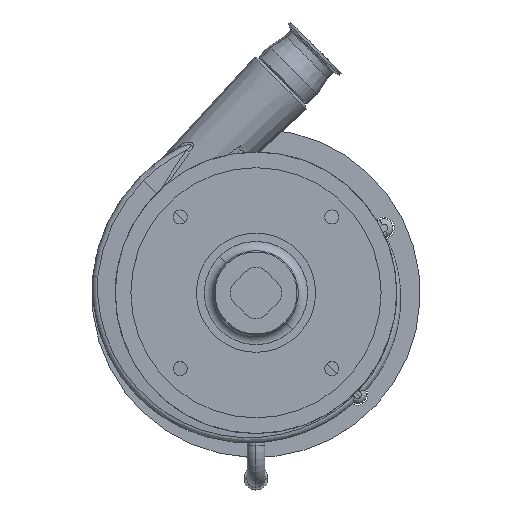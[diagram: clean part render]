
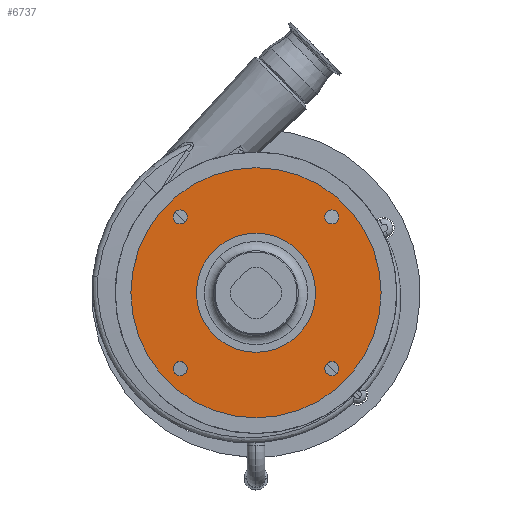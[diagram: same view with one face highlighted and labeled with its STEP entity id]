
A CAD part, top view. The second image highlights one B-rep face of the part: STEP entity #6737.
In plain terms, the highlighted planar face has unit normal (0, 0, 1).
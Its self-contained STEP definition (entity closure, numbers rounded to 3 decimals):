
#153 = VERTEX_POINT ( 'NONE', #14113 ) ;
#294 = AXIS2_PLACEMENT_3D ( 'NONE', #7980, #5469, #5713 ) ;
#506 = DIRECTION ( 'NONE',  ( 0., 0., -1. ) ) ;
#532 = VERTEX_POINT ( 'NONE', #1982 ) ;
#877 = AXIS2_PLACEMENT_3D ( 'NONE', #8577, #6667, #9179 ) ;
#1153 = ORIENTED_EDGE ( 'NONE', *, *, #4274, .T. ) ;
#1252 = CARTESIAN_POINT ( 'NONE',  ( -133.35, 0., 219.5 ) ) ;
#1468 = CARTESIAN_POINT ( 'NONE',  ( -73.322, 80.822, 219.5 ) ) ;
#1731 = ORIENTED_EDGE ( 'NONE', *, *, #6413, .T. ) ;
#1982 = CARTESIAN_POINT ( 'NONE',  ( -88.322, -80.822, 219.5 ) ) ;
#1991 = VERTEX_POINT ( 'NONE', #14904 ) ;
#2167 = AXIS2_PLACEMENT_3D ( 'NONE', #13217, #3414, #14715 ) ;
#2279 = VERTEX_POINT ( 'NONE', #15129 ) ;
#2361 = EDGE_CURVE ( 'NONE', #2279, #15268, #4538, .T. ) ;
#2559 = CARTESIAN_POINT ( 'NONE',  ( 0., 0., 219.5 ) ) ;
#2598 = DIRECTION ( 'NONE',  ( 0., 0., -1. ) ) ;
#2670 = EDGE_LOOP ( 'NONE', ( #9665, #1153 ) ) ;
#2884 = FACE_OUTER_BOUND ( 'NONE', #9337, .T. ) ;
#2914 = EDGE_CURVE ( 'NONE', #12856, #532, #6703, .T. ) ;
#2937 = ORIENTED_EDGE ( 'NONE', *, *, #13598, .T. ) ;
#3414 = DIRECTION ( 'NONE',  ( 0., 0., -1. ) ) ;
#3537 = CARTESIAN_POINT ( 'NONE',  ( 0., 0., 219.5 ) ) ;
#3551 = AXIS2_PLACEMENT_3D ( 'NONE', #6665, #12785, #5406 ) ;
#3564 = CARTESIAN_POINT ( 'NONE',  ( 0., 0., 219.5 ) ) ;
#3836 = DIRECTION ( 'NONE',  ( 1., 0., 0. ) ) ;
#3899 = DIRECTION ( 'NONE',  ( 0., 0., -1. ) ) ;
#4274 = EDGE_CURVE ( 'NONE', #153, #9956, #8061, .T. ) ;
#4370 = EDGE_CURVE ( 'NONE', #11944, #12346, #9418, .T. ) ;
#4454 = FACE_BOUND ( 'NONE', #6816, .T. ) ;
#4538 = CIRCLE ( 'NONE', #294, 7.5 ) ;
#4605 = AXIS2_PLACEMENT_3D ( 'NONE', #5142, #3899, #12850 ) ;
#4818 = ORIENTED_EDGE ( 'NONE', *, *, #15127, .T. ) ;
#4991 = CARTESIAN_POINT ( 'NONE',  ( -63.5, 0., 219.5 ) ) ;
#5142 = CARTESIAN_POINT ( 'NONE',  ( -80.822, 80.822, 219.5 ) ) ;
#5284 = DIRECTION ( 'NONE',  ( 1., 0., 0. ) ) ;
#5336 = ORIENTED_EDGE ( 'NONE', *, *, #2914, .T. ) ;
#5381 = FACE_BOUND ( 'NONE', #6994, .T. ) ;
#5400 = CIRCLE ( 'NONE', #14757, 7.5 ) ;
#5406 = DIRECTION ( 'NONE',  ( 1., 0., 0. ) ) ;
#5469 = DIRECTION ( 'NONE',  ( 0., 0., -1. ) ) ;
#5680 = CIRCLE ( 'NONE', #877, 7.5 ) ;
#5713 = DIRECTION ( 'NONE',  ( 1., 0., 0. ) ) ;
#5836 = DIRECTION ( 'NONE',  ( 1., 0., 0. ) ) ;
#5950 = CIRCLE ( 'NONE', #4605, 7.5 ) ;
#6193 = CARTESIAN_POINT ( 'NONE',  ( -73.322, -80.822, 219.5 ) ) ;
#6353 = CARTESIAN_POINT ( 'NONE',  ( 0., 0., 219.5 ) ) ;
#6413 = EDGE_CURVE ( 'NONE', #15268, #2279, #5400, .T. ) ;
#6464 = VERTEX_POINT ( 'NONE', #1468 ) ;
#6665 = CARTESIAN_POINT ( 'NONE',  ( -80.822, -80.822, 219.5 ) ) ;
#6667 = DIRECTION ( 'NONE',  ( 0., 0., -1. ) ) ;
#6703 = CIRCLE ( 'NONE', #2167, 7.5 ) ;
#6737 = ADVANCED_FACE ( 'NONE', ( #5381, #14339, #2884, #7978, #4454, #7296 ), #13567, .T. ) ;
#6816 = EDGE_LOOP ( 'NONE', ( #4818, #12040 ) ) ;
#6954 = EDGE_CURVE ( 'NONE', #9956, #153, #5680, .T. ) ;
#6994 = EDGE_LOOP ( 'NONE', ( #11453, #7192 ) ) ;
#7192 = ORIENTED_EDGE ( 'NONE', *, *, #16204, .T. ) ;
#7296 = FACE_BOUND ( 'NONE', #2670, .T. ) ;
#7328 = CIRCLE ( 'NONE', #9994, 133.35 ) ;
#7359 = CARTESIAN_POINT ( 'NONE',  ( 73.322, -80.822, 219.5 ) ) ;
#7394 = DIRECTION ( 'NONE',  ( 1., 0., 0. ) ) ;
#7689 = DIRECTION ( 'NONE',  ( 1., 0., 0. ) ) ;
#7978 = FACE_BOUND ( 'NONE', #14540, .T. ) ;
#7980 = CARTESIAN_POINT ( 'NONE',  ( 80.822, -80.822, 219.5 ) ) ;
#8061 = CIRCLE ( 'NONE', #14743, 7.5 ) ;
#8102 = CARTESIAN_POINT ( 'NONE',  ( 80.822, 80.822, 219.5 ) ) ;
#8394 = CIRCLE ( 'NONE', #9734, 63.5 ) ;
#8395 = DIRECTION ( 'NONE',  ( 0., 0., -1. ) ) ;
#8577 = CARTESIAN_POINT ( 'NONE',  ( 80.822, 80.822, 219.5 ) ) ;
#9003 = ORIENTED_EDGE ( 'NONE', *, *, #2361, .T. ) ;
#9179 = DIRECTION ( 'NONE',  ( 1., 0., 0. ) ) ;
#9337 = EDGE_LOOP ( 'NONE', ( #13898, #2937 ) ) ;
#9418 = CIRCLE ( 'NONE', #12903, 63.5 ) ;
#9665 = ORIENTED_EDGE ( 'NONE', *, *, #6954, .T. ) ;
#9734 = AXIS2_PLACEMENT_3D ( 'NONE', #6353, #2598, #7689 ) ;
#9816 = CARTESIAN_POINT ( 'NONE',  ( 63.5, 0., 219.5 ) ) ;
#9956 = VERTEX_POINT ( 'NONE', #15797 ) ;
#9994 = AXIS2_PLACEMENT_3D ( 'NONE', #2559, #10155, #12760 ) ;
#10155 = DIRECTION ( 'NONE',  ( 0., 0., 1. ) ) ;
#10741 = CIRCLE ( 'NONE', #15837, 133.35 ) ;
#10822 = DIRECTION ( 'NONE',  ( 1., 0., 0. ) ) ;
#10952 = EDGE_LOOP ( 'NONE', ( #5336, #12629 ) ) ;
#11038 = CIRCLE ( 'NONE', #3551, 7.5 ) ;
#11259 = DIRECTION ( 'NONE',  ( 0., 0., 1. ) ) ;
#11453 = ORIENTED_EDGE ( 'NONE', *, *, #4370, .T. ) ;
#11600 = AXIS2_PLACEMENT_3D ( 'NONE', #12749, #15260, #5284 ) ;
#11944 = VERTEX_POINT ( 'NONE', #4991 ) ;
#12040 = ORIENTED_EDGE ( 'NONE', *, *, #13893, .T. ) ;
#12346 = VERTEX_POINT ( 'NONE', #9816 ) ;
#12629 = ORIENTED_EDGE ( 'NONE', *, *, #14328, .T. ) ;
#12749 = CARTESIAN_POINT ( 'NONE',  ( -80.822, 80.822, 219.5 ) ) ;
#12760 = DIRECTION ( 'NONE',  ( 1., 0., 0. ) ) ;
#12785 = DIRECTION ( 'NONE',  ( 0., 0., -1. ) ) ;
#12850 = DIRECTION ( 'NONE',  ( 1., 0., 0. ) ) ;
#12856 = VERTEX_POINT ( 'NONE', #6193 ) ;
#12903 = AXIS2_PLACEMENT_3D ( 'NONE', #16556, #15298, #3836 ) ;
#13217 = CARTESIAN_POINT ( 'NONE',  ( -80.822, -80.822, 219.5 ) ) ;
#13567 = PLANE ( 'NONE',  #14496 ) ;
#13598 = EDGE_CURVE ( 'NONE', #16270, #14206, #10741, .T. ) ;
#13893 = EDGE_CURVE ( 'NONE', #1991, #6464, #5950, .T. ) ;
#13898 = ORIENTED_EDGE ( 'NONE', *, *, #15766, .T. ) ;
#14113 = CARTESIAN_POINT ( 'NONE',  ( 73.322, 80.822, 219.5 ) ) ;
#14206 = VERTEX_POINT ( 'NONE', #15629 ) ;
#14328 = EDGE_CURVE ( 'NONE', #532, #12856, #11038, .T. ) ;
#14339 = FACE_BOUND ( 'NONE', #10952, .T. ) ;
#14496 = AXIS2_PLACEMENT_3D ( 'NONE', #3537, #14751, #10822 ) ;
#14540 = EDGE_LOOP ( 'NONE', ( #9003, #1731 ) ) ;
#14684 = CARTESIAN_POINT ( 'NONE',  ( 80.822, -80.822, 219.5 ) ) ;
#14715 = DIRECTION ( 'NONE',  ( 1., 0., 0. ) ) ;
#14743 = AXIS2_PLACEMENT_3D ( 'NONE', #8102, #506, #5836 ) ;
#14751 = DIRECTION ( 'NONE',  ( 0., 0., 1. ) ) ;
#14757 = AXIS2_PLACEMENT_3D ( 'NONE', #14684, #8395, #7394 ) ;
#14904 = CARTESIAN_POINT ( 'NONE',  ( -88.322, 80.822, 219.5 ) ) ;
#15026 = DIRECTION ( 'NONE',  ( 1., 0., 0. ) ) ;
#15127 = EDGE_CURVE ( 'NONE', #6464, #1991, #16399, .T. ) ;
#15129 = CARTESIAN_POINT ( 'NONE',  ( 88.322, -80.822, 219.5 ) ) ;
#15260 = DIRECTION ( 'NONE',  ( 0., 0., -1. ) ) ;
#15268 = VERTEX_POINT ( 'NONE', #7359 ) ;
#15298 = DIRECTION ( 'NONE',  ( 0., 0., -1. ) ) ;
#15629 = CARTESIAN_POINT ( 'NONE',  ( 133.35, 0., 219.5 ) ) ;
#15766 = EDGE_CURVE ( 'NONE', #14206, #16270, #7328, .T. ) ;
#15797 = CARTESIAN_POINT ( 'NONE',  ( 88.322, 80.822, 219.5 ) ) ;
#15837 = AXIS2_PLACEMENT_3D ( 'NONE', #3564, #11259, #15026 ) ;
#16204 = EDGE_CURVE ( 'NONE', #12346, #11944, #8394, .T. ) ;
#16270 = VERTEX_POINT ( 'NONE', #1252 ) ;
#16399 = CIRCLE ( 'NONE', #11600, 7.5 ) ;
#16556 = CARTESIAN_POINT ( 'NONE',  ( 0., 0., 219.5 ) ) ;
